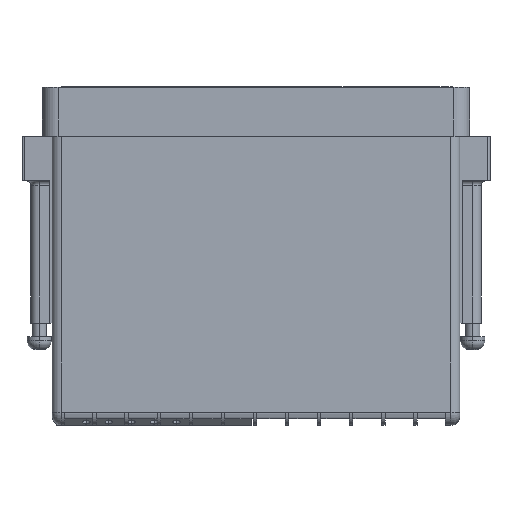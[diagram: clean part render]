
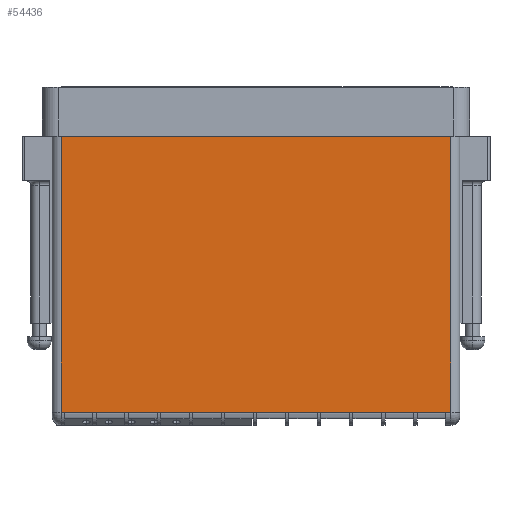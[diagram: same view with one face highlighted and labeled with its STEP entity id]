
A CAD part, left-side view. The second image highlights one B-rep face of the part: STEP entity #54436.
In plain terms, the highlighted planar face has unit normal (-1, 0, 0).
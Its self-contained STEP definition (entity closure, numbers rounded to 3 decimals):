
#4682 = VERTEX_POINT ( 'NONE', #111356 ) ;
#13470 = VECTOR ( 'NONE', #23494, 1000. ) ;
#18120 = VECTOR ( 'NONE', #75643, 1000. ) ;
#23494 = DIRECTION ( 'NONE',  ( 0., -1., 0. ) ) ;
#25079 = EDGE_LOOP ( 'NONE', ( #118604, #55538, #53425, #57627 ) ) ;
#26867 = CARTESIAN_POINT ( 'NONE',  ( -45.8, -43.8, 0. ) ) ;
#29603 = VECTOR ( 'NONE', #32176, 1000. ) ;
#31040 = EDGE_CURVE ( 'NONE', #4682, #84570, #108336, .T. ) ;
#32176 = DIRECTION ( 'NONE',  ( 0., 0., 1. ) ) ;
#38678 = LINE ( 'NONE', #97484, #13470 ) ;
#53425 = ORIENTED_EDGE ( 'NONE', *, *, #72538, .T. ) ;
#54436 = ADVANCED_FACE ( 'NONE', ( #62778 ), #55281, .F. ) ;
#55281 = PLANE ( 'NONE',  #85034 ) ;
#55538 = ORIENTED_EDGE ( 'NONE', *, *, #31040, .T. ) ;
#57627 = ORIENTED_EDGE ( 'NONE', *, *, #70699, .T. ) ;
#60760 = CARTESIAN_POINT ( 'NONE',  ( -45.8, -43.8, -65. ) ) ;
#62778 = FACE_OUTER_BOUND ( 'NONE', #25079, .T. ) ;
#63190 = DIRECTION ( 'NONE',  ( 1., 0., 0. ) ) ;
#68598 = VECTOR ( 'NONE', #79636, 1000. ) ;
#70699 = EDGE_CURVE ( 'NONE', #105742, #82804, #117650, .T. ) ;
#72538 = EDGE_CURVE ( 'NONE', #84570, #105742, #93872, .T. ) ;
#75643 = DIRECTION ( 'NONE',  ( 0., 1., 0. ) ) ;
#79636 = DIRECTION ( 'NONE',  ( 0., 0., -1. ) ) ;
#82804 = VERTEX_POINT ( 'NONE', #107307 ) ;
#84570 = VERTEX_POINT ( 'NONE', #26867 ) ;
#85034 = AXIS2_PLACEMENT_3D ( 'NONE', #91870, #63190, #120945 ) ;
#91870 = CARTESIAN_POINT ( 'NONE',  ( -45.8, -45.8, -65. ) ) ;
#93872 = LINE ( 'NONE', #111782, #18120 ) ;
#97484 = CARTESIAN_POINT ( 'NONE',  ( -45.8, -45.8, -62. ) ) ;
#98841 = CARTESIAN_POINT ( 'NONE',  ( -45.8, 43.8, 0. ) ) ;
#105742 = VERTEX_POINT ( 'NONE', #98841 ) ;
#106321 = EDGE_CURVE ( 'NONE', #82804, #4682, #38678, .T. ) ;
#107307 = CARTESIAN_POINT ( 'NONE',  ( -45.8, 43.8, -62. ) ) ;
#108336 = LINE ( 'NONE', #60760, #29603 ) ;
#111356 = CARTESIAN_POINT ( 'NONE',  ( -45.8, -43.8, -62. ) ) ;
#111782 = CARTESIAN_POINT ( 'NONE',  ( -45.8, -45.8, 0. ) ) ;
#116185 = CARTESIAN_POINT ( 'NONE',  ( -45.8, 43.8, -65. ) ) ;
#117650 = LINE ( 'NONE', #116185, #68598 ) ;
#118604 = ORIENTED_EDGE ( 'NONE', *, *, #106321, .T. ) ;
#120945 = DIRECTION ( 'NONE',  ( 0., 0., -1. ) ) ;
